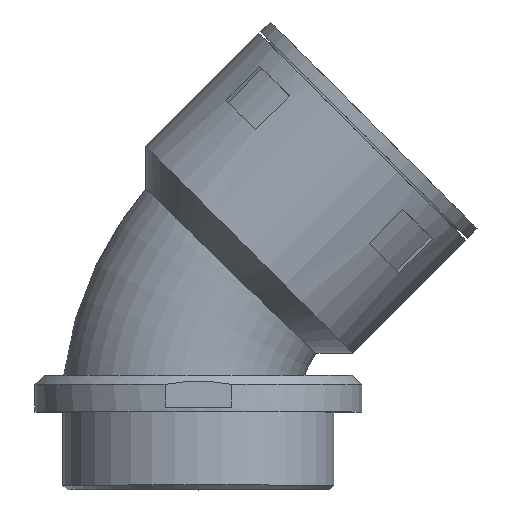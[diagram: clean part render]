
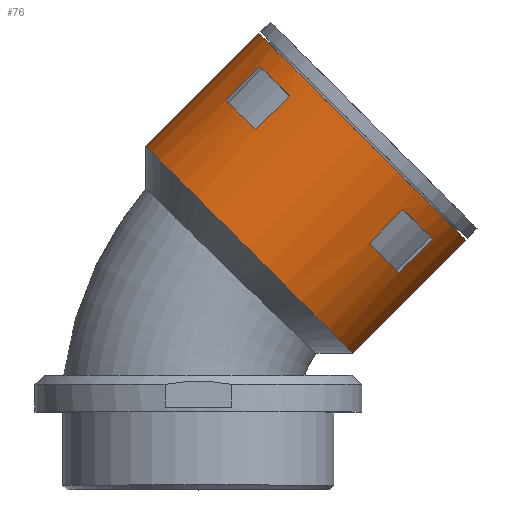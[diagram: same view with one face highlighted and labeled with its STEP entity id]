
A CAD part, top view. The second image highlights one B-rep face of the part: STEP entity #76.
In plain terms, the highlighted cylindrical face has radius 32 mm (diameter 64 mm), a full revolution.
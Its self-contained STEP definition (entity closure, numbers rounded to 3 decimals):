
#76 = ADVANCED_FACE( '', ( #122, #123, #124, #125, #126, #127 ), #128, .T. );
#122 = FACE_OUTER_BOUND( '', #229, .T. );
#123 = FACE_BOUND( '', #230, .T. );
#124 = FACE_BOUND( '', #231, .T. );
#125 = FACE_BOUND( '', #232, .T. );
#126 = FACE_BOUND( '', #233, .T. );
#127 = FACE_OUTER_BOUND( '', #234, .T. );
#128 = CYLINDRICAL_SURFACE( '', #235, 32. );
#229 = EDGE_LOOP( '', ( #338 ) );
#230 = EDGE_LOOP( '', ( #339, #340, #341, #342 ) );
#231 = EDGE_LOOP( '', ( #343, #344, #345, #346 ) );
#232 = EDGE_LOOP( '', ( #347, #348, #349, #350 ) );
#233 = EDGE_LOOP( '', ( #351, #352, #353, #354 ) );
#234 = EDGE_LOOP( '', ( #355 ) );
#235 = AXIS2_PLACEMENT_3D( '', #356, #357, #358 );
#338 = ORIENTED_EDGE( '', *, *, #618, .F. );
#339 = ORIENTED_EDGE( '', *, *, #619, .F. );
#340 = ORIENTED_EDGE( '', *, *, #620, .T. );
#341 = ORIENTED_EDGE( '', *, *, #621, .F. );
#342 = ORIENTED_EDGE( '', *, *, #622, .F. );
#343 = ORIENTED_EDGE( '', *, *, #623, .F. );
#344 = ORIENTED_EDGE( '', *, *, #624, .T. );
#345 = ORIENTED_EDGE( '', *, *, #625, .F. );
#346 = ORIENTED_EDGE( '', *, *, #626, .F. );
#347 = ORIENTED_EDGE( '', *, *, #627, .F. );
#348 = ORIENTED_EDGE( '', *, *, #628, .T. );
#349 = ORIENTED_EDGE( '', *, *, #629, .F. );
#350 = ORIENTED_EDGE( '', *, *, #630, .F. );
#351 = ORIENTED_EDGE( '', *, *, #631, .F. );
#352 = ORIENTED_EDGE( '', *, *, #632, .T. );
#353 = ORIENTED_EDGE( '', *, *, #633, .F. );
#354 = ORIENTED_EDGE( '', *, *, #634, .F. );
#355 = ORIENTED_EDGE( '', *, *, #616, .T. );
#356 = CARTESIAN_POINT( '', ( 40.243, 62.155, 0. ) );
#357 = DIRECTION( '', ( -0.707, -0.707, 0. ) );
#358 = DIRECTION( '', ( -0.707, 0.707, 0. ) );
#616 = EDGE_CURVE( '', #693, #693, #694, .T. );
#618 = EDGE_CURVE( '', #697, #697, #698, .T. );
#619 = EDGE_CURVE( '', #699, #700, #701, .F. );
#620 = EDGE_CURVE( '', #699, #702, #703, .T. );
#621 = EDGE_CURVE( '', #704, #702, #705, .T. );
#622 = EDGE_CURVE( '', #700, #704, #706, .T. );
#623 = EDGE_CURVE( '', #707, #708, #709, .F. );
#624 = EDGE_CURVE( '', #707, #710, #711, .T. );
#625 = EDGE_CURVE( '', #712, #710, #713, .T. );
#626 = EDGE_CURVE( '', #708, #712, #714, .T. );
#627 = EDGE_CURVE( '', #715, #716, #717, .F. );
#628 = EDGE_CURVE( '', #715, #718, #719, .T. );
#629 = EDGE_CURVE( '', #720, #718, #721, .T. );
#630 = EDGE_CURVE( '', #716, #720, #722, .T. );
#631 = EDGE_CURVE( '', #723, #724, #725, .F. );
#632 = EDGE_CURVE( '', #723, #726, #727, .T. );
#633 = EDGE_CURVE( '', #728, #726, #729, .T. );
#634 = EDGE_CURVE( '', #724, #728, #730, .T. );
#693 = VERTEX_POINT( '', #827 );
#694 = CIRCLE( '', #828, 32. );
#697 = VERTEX_POINT( '', #936 );
#698 = CIRCLE( '', #937, 32. );
#699 = VERTEX_POINT( '', #938 );
#700 = VERTEX_POINT( '', #939 );
#701 = LINE( '', #940, #941 );
#702 = VERTEX_POINT( '', #942 );
#703 = CIRCLE( '', #943, 32. );
#704 = VERTEX_POINT( '', #944 );
#705 = LINE( '', #945, #946 );
#706 = CIRCLE( '', #947, 32. );
#707 = VERTEX_POINT( '', #948 );
#708 = VERTEX_POINT( '', #949 );
#709 = LINE( '', #950, #951 );
#710 = VERTEX_POINT( '', #952 );
#711 = CIRCLE( '', #953, 32. );
#712 = VERTEX_POINT( '', #954 );
#713 = LINE( '', #955, #956 );
#714 = CIRCLE( '', #957, 32. );
#715 = VERTEX_POINT( '', #958 );
#716 = VERTEX_POINT( '', #959 );
#717 = LINE( '', #960, #961 );
#718 = VERTEX_POINT( '', #962 );
#719 = CIRCLE( '', #963, 32. );
#720 = VERTEX_POINT( '', #964 );
#721 = LINE( '', #965, #966 );
#722 = CIRCLE( '', #967, 32. );
#723 = VERTEX_POINT( '', #968 );
#724 = VERTEX_POINT( '', #969 );
#725 = LINE( '', #970, #971 );
#726 = VERTEX_POINT( '', #972 );
#727 = CIRCLE( '', #973, 32. );
#728 = VERTEX_POINT( '', #974 );
#729 = LINE( '', #975, #976 );
#730 = CIRCLE( '', #977, 32. );
#827 = CARTESIAN_POINT( '', ( -7.133, 60.033, 0. ) );
#828 = AXIS2_PLACEMENT_3D( '', #1251, #1252, #1253 );
#936 = CARTESIAN_POINT( '', ( 17.615, 84.782, 0. ) );
#937 = AXIS2_PLACEMENT_3D( '', #1254, #1255, #1256 );
#938 = CARTESIAN_POINT( '', ( 17.791, 77.536, 17.56 ) );
#939 = CARTESIAN_POINT( '', ( 10.366, 70.111, 17.56 ) );
#940 = CARTESIAN_POINT( '', ( 21.326, 81.071, 17.56 ) );
#941 = VECTOR( '', #1257, 1000. );
#942 = CARTESIAN_POINT( '', ( 24.291, 71.036, 26.752 ) );
#943 = AXIS2_PLACEMENT_3D( '', #1258, #1259, #1260 );
#944 = CARTESIAN_POINT( '', ( 16.866, 63.611, 26.752 ) );
#945 = CARTESIAN_POINT( '', ( 27.826, 74.571, 26.752 ) );
#946 = VECTOR( '', #1261, 1000. );
#947 = AXIS2_PLACEMENT_3D( '', #1262, #1263, #1264 );
#948 = CARTESIAN_POINT( '', ( 49.124, 46.203, 26.752 ) );
#949 = CARTESIAN_POINT( '', ( 41.699, 38.778, 26.752 ) );
#950 = CARTESIAN_POINT( '', ( 52.659, 49.738, 26.752 ) );
#951 = VECTOR( '', #1265, 1000. );
#952 = CARTESIAN_POINT( '', ( 55.624, 39.703, 17.56 ) );
#953 = AXIS2_PLACEMENT_3D( '', #1266, #1267, #1268 );
#954 = CARTESIAN_POINT( '', ( 48.199, 32.278, 17.56 ) );
#955 = CARTESIAN_POINT( '', ( 59.159, 43.238, 17.56 ) );
#956 = VECTOR( '', #1269, 1000. );
#957 = AXIS2_PLACEMENT_3D( '', #1270, #1271, #1272 );
#958 = CARTESIAN_POINT( '', ( 55.624, 39.703, -17.56 ) );
#959 = CARTESIAN_POINT( '', ( 48.199, 32.278, -17.56 ) );
#960 = CARTESIAN_POINT( '', ( 59.159, 43.238, -17.56 ) );
#961 = VECTOR( '', #1273, 1000. );
#962 = CARTESIAN_POINT( '', ( 49.124, 46.203, -26.752 ) );
#963 = AXIS2_PLACEMENT_3D( '', #1274, #1275, #1276 );
#964 = CARTESIAN_POINT( '', ( 41.699, 38.778, -26.752 ) );
#965 = CARTESIAN_POINT( '', ( 52.659, 49.738, -26.752 ) );
#966 = VECTOR( '', #1277, 1000. );
#967 = AXIS2_PLACEMENT_3D( '', #1278, #1279, #1280 );
#968 = CARTESIAN_POINT( '', ( 24.291, 71.036, -26.752 ) );
#969 = CARTESIAN_POINT( '', ( 16.866, 63.611, -26.752 ) );
#970 = CARTESIAN_POINT( '', ( 27.826, 74.571, -26.752 ) );
#971 = VECTOR( '', #1281, 1000. );
#972 = CARTESIAN_POINT( '', ( 17.791, 77.536, -17.56 ) );
#973 = AXIS2_PLACEMENT_3D( '', #1282, #1283, #1284 );
#974 = CARTESIAN_POINT( '', ( 10.366, 70.111, -17.56 ) );
#975 = CARTESIAN_POINT( '', ( 21.326, 81.071, -17.56 ) );
#976 = VECTOR( '', #1285, 1000. );
#977 = AXIS2_PLACEMENT_3D( '', #1286, #1287, #1288 );
#1251 = CARTESIAN_POINT( '', ( 15.494, 37.406, 0. ) );
#1252 = DIRECTION( '', ( 0.707, 0.707, 0. ) );
#1253 = DIRECTION( '', ( -0.707, 0.707, 0. ) );
#1254 = CARTESIAN_POINT( '', ( 40.243, 62.155, 0. ) );
#1255 = DIRECTION( '', ( 0.707, 0.707, 0. ) );
#1256 = DIRECTION( '', ( -0.707, 0.707, 0. ) );
#1257 = DIRECTION( '', ( 0.707, 0.707, 0. ) );
#1258 = CARTESIAN_POINT( '', ( 36.707, 58.619, 0. ) );
#1259 = DIRECTION( '', ( 0.707, 0.707, 0. ) );
#1260 = DIRECTION( '', ( -0.707, 0.707, 0. ) );
#1261 = DIRECTION( '', ( 0.707, 0.707, 0. ) );
#1262 = CARTESIAN_POINT( '', ( 29.283, 51.195, 0. ) );
#1263 = DIRECTION( '', ( 0.707, 0.707, 0. ) );
#1264 = DIRECTION( '', ( -0.707, 0.707, 0. ) );
#1265 = DIRECTION( '', ( 0.707, 0.707, 0. ) );
#1266 = CARTESIAN_POINT( '', ( 36.707, 58.619, 0. ) );
#1267 = DIRECTION( '', ( 0.707, 0.707, 0. ) );
#1268 = DIRECTION( '', ( -0.707, 0.707, 0. ) );
#1269 = DIRECTION( '', ( 0.707, 0.707, 0. ) );
#1270 = CARTESIAN_POINT( '', ( 29.283, 51.195, 0. ) );
#1271 = DIRECTION( '', ( 0.707, 0.707, 0. ) );
#1272 = DIRECTION( '', ( -0.707, 0.707, 0. ) );
#1273 = DIRECTION( '', ( 0.707, 0.707, 0. ) );
#1274 = CARTESIAN_POINT( '', ( 36.707, 58.619, 0. ) );
#1275 = DIRECTION( '', ( 0.707, 0.707, 0. ) );
#1276 = DIRECTION( '', ( -0.707, 0.707, 0. ) );
#1277 = DIRECTION( '', ( 0.707, 0.707, 0. ) );
#1278 = CARTESIAN_POINT( '', ( 29.283, 51.195, 0. ) );
#1279 = DIRECTION( '', ( 0.707, 0.707, 0. ) );
#1280 = DIRECTION( '', ( -0.707, 0.707, 0. ) );
#1281 = DIRECTION( '', ( 0.707, 0.707, 0. ) );
#1282 = CARTESIAN_POINT( '', ( 36.707, 58.619, 0. ) );
#1283 = DIRECTION( '', ( 0.707, 0.707, 0. ) );
#1284 = DIRECTION( '', ( -0.707, 0.707, 0. ) );
#1285 = DIRECTION( '', ( 0.707, 0.707, 0. ) );
#1286 = CARTESIAN_POINT( '', ( 29.283, 51.195, 0. ) );
#1287 = DIRECTION( '', ( 0.707, 0.707, 0. ) );
#1288 = DIRECTION( '', ( -0.707, 0.707, 0. ) );
